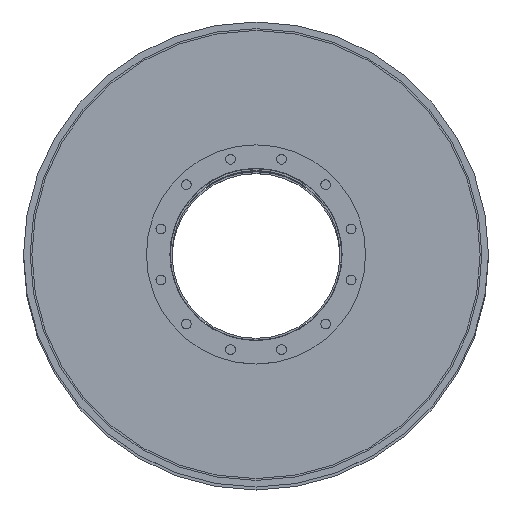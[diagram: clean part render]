
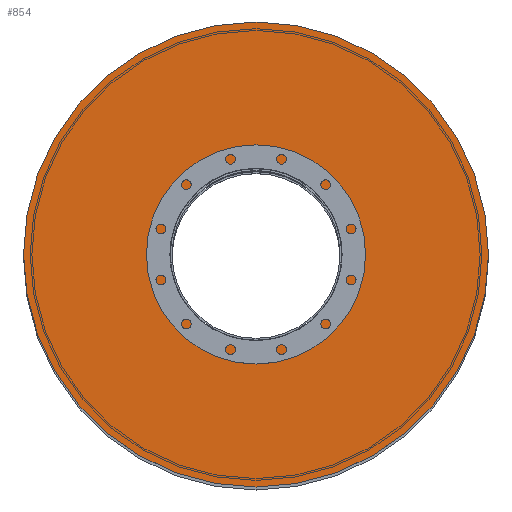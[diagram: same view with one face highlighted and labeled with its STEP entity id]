
A CAD part, top view. The second image highlights one B-rep face of the part: STEP entity #854.
In plain terms, the highlighted planar face has unit normal (0, 0, 1).
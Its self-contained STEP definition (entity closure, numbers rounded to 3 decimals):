
#42=PLANE('',#991);
#142=FACE_BOUND('',#349,.T.);
#198=FACE_OUTER_BOUND('',#348,.T.);
#348=EDGE_LOOP('',(#748));
#349=EDGE_LOOP('',(#749));
#436=CIRCLE('',#986,194.5);
#438=CIRCLE('',#989,525.);
#516=VERTEX_POINT('',#1465);
#518=VERTEX_POINT('',#1470);
#596=EDGE_CURVE('',#516,#516,#436,.T.);
#598=EDGE_CURVE('',#518,#518,#438,.T.);
#748=ORIENTED_EDGE('',*,*,#598,.F.);
#749=ORIENTED_EDGE('',*,*,#596,.T.);
#854=ADVANCED_FACE('',(#198,#142),#42,.F.);
#986=AXIS2_PLACEMENT_3D('',#1466,#1237,#1238);
#989=AXIS2_PLACEMENT_3D('',#1471,#1243,#1244);
#991=AXIS2_PLACEMENT_3D('',#1474,#1247,#1248);
#1237=DIRECTION('center_axis',(0.,0.,-1.));
#1238=DIRECTION('ref_axis',(-1.,0.,0.));
#1243=DIRECTION('center_axis',(0.,0.,-1.));
#1244=DIRECTION('ref_axis',(-1.,0.,0.));
#1247=DIRECTION('center_axis',(0.,0.,-1.));
#1248=DIRECTION('ref_axis',(-1.,0.,0.));
#1465=CARTESIAN_POINT('',(194.5,0.,3860.));
#1466=CARTESIAN_POINT('Origin',(0.,0.,3860.));
#1470=CARTESIAN_POINT('',(525.,0.,3860.));
#1471=CARTESIAN_POINT('Origin',(0.,0.,3860.));
#1474=CARTESIAN_POINT('Origin',(0.,0.,3860.));
